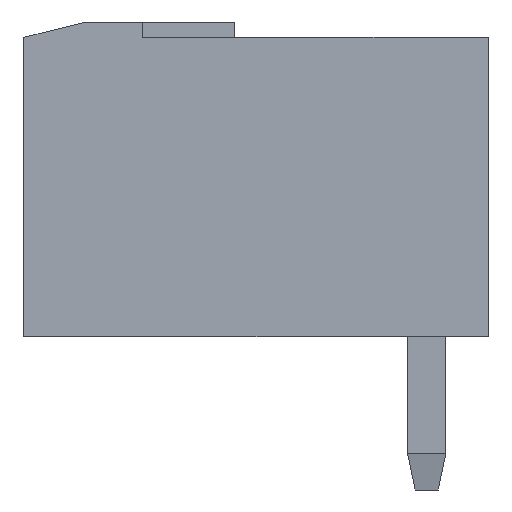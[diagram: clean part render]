
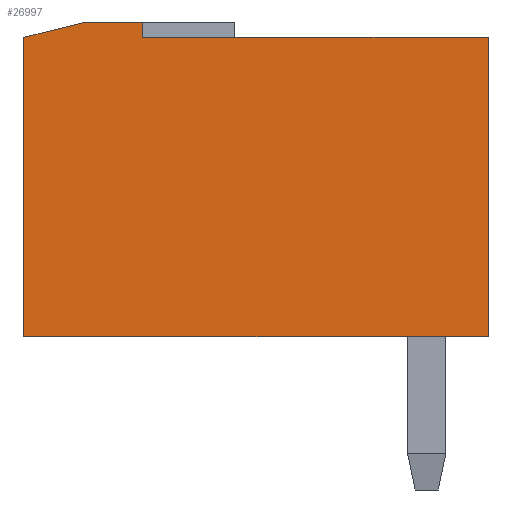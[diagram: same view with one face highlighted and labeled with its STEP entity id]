
A CAD part, left-side view. The second image highlights one B-rep face of the part: STEP entity #26997.
In plain terms, the highlighted planar face has unit normal (-1, 0, 0).
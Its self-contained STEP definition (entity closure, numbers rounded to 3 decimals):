
#62 = EDGE_CURVE ( 'NONE', #28727, #44782, #36751, .T. ) ;
#2169 = VECTOR ( 'NONE', #12904, 1000. ) ;
#3107 = CARTESIAN_POINT ( 'NONE',  ( -4.3, -8.907, 0. ) ) ;
#3222 = CARTESIAN_POINT ( 'NONE',  ( -4.3, 9., 8.2 ) ) ;
#3290 = VECTOR ( 'NONE', #45557, 1000. ) ;
#3910 = VECTOR ( 'NONE', #40005, 1000. ) ;
#4207 = EDGE_CURVE ( 'NONE', #20687, #41142, #8380, .T. ) ;
#5134 = LINE ( 'NONE', #34237, #2169 ) ;
#5700 = CARTESIAN_POINT ( 'NONE',  ( -4.3, 12.1, 0. ) ) ;
#7501 = CARTESIAN_POINT ( 'NONE',  ( -4.3, 0., 0. ) ) ;
#8255 = ORIENTED_EDGE ( 'NONE', *, *, #62, .T. ) ;
#8308 = LINE ( 'NONE', #22767, #26392 ) ;
#8380 = LINE ( 'NONE', #19034, #13413 ) ;
#10437 = EDGE_CURVE ( 'NONE', #31673, #18972, #19948, .T. ) ;
#12176 = ORIENTED_EDGE ( 'NONE', *, *, #16852, .T. ) ;
#12297 = EDGE_LOOP ( 'NONE', ( #44176, #15811, #21654, #12176, #17373, #8255, #17867 ) ) ;
#12904 = DIRECTION ( 'NONE',  ( 0., 0., 1. ) ) ;
#12972 = VECTOR ( 'NONE', #25389, 1000. ) ;
#13413 = VECTOR ( 'NONE', #44649, 1000. ) ;
#13539 = CARTESIAN_POINT ( 'NONE',  ( -4.3, -8.907, 7.8 ) ) ;
#15811 = ORIENTED_EDGE ( 'NONE', *, *, #42388, .T. ) ;
#16852 = EDGE_CURVE ( 'NONE', #18972, #27173, #5134, .T. ) ;
#17373 = ORIENTED_EDGE ( 'NONE', *, *, #27963, .T. ) ;
#17867 = ORIENTED_EDGE ( 'NONE', *, *, #30139, .F. ) ;
#18972 = VERTEX_POINT ( 'NONE', #31317 ) ;
#19034 = CARTESIAN_POINT ( 'NONE',  ( -4.3, -8.907, 0. ) ) ;
#19948 = LINE ( 'NONE', #13539, #3290 ) ;
#20687 = VERTEX_POINT ( 'NONE', #7501 ) ;
#21072 = PLANE ( 'NONE',  #32335 ) ;
#21654 = ORIENTED_EDGE ( 'NONE', *, *, #10437, .T. ) ;
#22110 = CARTESIAN_POINT ( 'NONE',  ( -4.3, 12.1, 0. ) ) ;
#22767 = CARTESIAN_POINT ( 'NONE',  ( -4.3, 9., 8.2 ) ) ;
#25389 = DIRECTION ( 'NONE',  ( 0., 0.97, -0.243 ) ) ;
#26392 = VECTOR ( 'NONE', #26750, 1000. ) ;
#26667 = CARTESIAN_POINT ( 'NONE',  ( -4.3, 12.1, 7.8 ) ) ;
#26750 = DIRECTION ( 'NONE',  ( 0., 1., 0. ) ) ;
#26997 = ADVANCED_FACE ( 'NONE', ( #28153 ), #21072, .T. ) ;
#27173 = VERTEX_POINT ( 'NONE', #3222 ) ;
#27901 = DIRECTION ( 'NONE',  ( 0., 0., 1. ) ) ;
#27963 = EDGE_CURVE ( 'NONE', #27173, #28727, #8308, .T. ) ;
#28153 = FACE_OUTER_BOUND ( 'NONE', #12297, .T. ) ;
#28727 = VERTEX_POINT ( 'NONE', #29576 ) ;
#28751 = VECTOR ( 'NONE', #27901, 1000. ) ;
#29576 = CARTESIAN_POINT ( 'NONE',  ( -4.3, 10.5, 8.2 ) ) ;
#30139 = EDGE_CURVE ( 'NONE', #41142, #44782, #34342, .T. ) ;
#31317 = CARTESIAN_POINT ( 'NONE',  ( -4.3, 9., 7.8 ) ) ;
#31673 = VERTEX_POINT ( 'NONE', #46805 ) ;
#32335 = AXIS2_PLACEMENT_3D ( 'NONE', #3107, #46632, #43315 ) ;
#34237 = CARTESIAN_POINT ( 'NONE',  ( -4.3, 9., 7.8 ) ) ;
#34342 = LINE ( 'NONE', #5700, #28751 ) ;
#36209 = CARTESIAN_POINT ( 'NONE',  ( -4.3, 0., 0. ) ) ;
#36751 = LINE ( 'NONE', #42919, #12972 ) ;
#40005 = DIRECTION ( 'NONE',  ( 0., 0., 1. ) ) ;
#41142 = VERTEX_POINT ( 'NONE', #22110 ) ;
#42388 = EDGE_CURVE ( 'NONE', #20687, #31673, #43794, .T. ) ;
#42919 = CARTESIAN_POINT ( 'NONE',  ( -4.3, 10.5, 8.2 ) ) ;
#43315 = DIRECTION ( 'NONE',  ( 0., 0., 1. ) ) ;
#43794 = LINE ( 'NONE', #36209, #3910 ) ;
#44176 = ORIENTED_EDGE ( 'NONE', *, *, #4207, .F. ) ;
#44649 = DIRECTION ( 'NONE',  ( 0., 1., 0. ) ) ;
#44782 = VERTEX_POINT ( 'NONE', #26667 ) ;
#45557 = DIRECTION ( 'NONE',  ( 0., 1., 0. ) ) ;
#46632 = DIRECTION ( 'NONE',  ( -1., 0., 0. ) ) ;
#46805 = CARTESIAN_POINT ( 'NONE',  ( -4.3, 0., 7.8 ) ) ;
